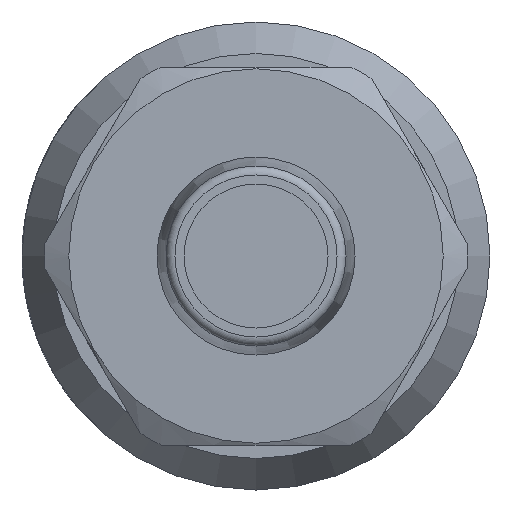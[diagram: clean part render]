
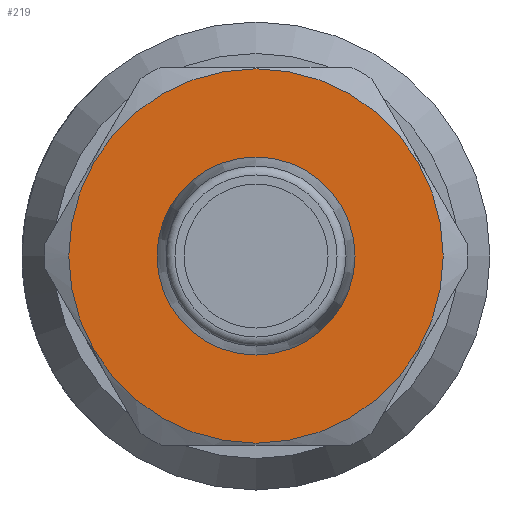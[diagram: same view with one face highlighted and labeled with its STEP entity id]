
A CAD part, left-side view. The second image highlights one B-rep face of the part: STEP entity #219.
In plain terms, the highlighted planar face has unit normal (-1, 0, 0).
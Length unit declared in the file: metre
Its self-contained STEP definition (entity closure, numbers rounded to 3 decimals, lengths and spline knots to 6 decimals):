
#219 = ADVANCED_FACE( 'NONE', ( #531, #532 ), #533, .T. );
#531 = FACE_OUTER_BOUND( '', #945, .T. );
#532 = FACE_BOUND( '', #946, .T. );
#533 = PLANE( '', #947 );
#945 = EDGE_LOOP( '', ( #1530 ) );
#946 = EDGE_LOOP( '', ( #1531 ) );
#947 = AXIS2_PLACEMENT_3D( '', #1532, #1533, #1534 );
#1530 = ORIENTED_EDGE( '', *, *, #2424, .T. );
#1531 = ORIENTED_EDGE( '', *, *, #2367, .F. );
#1532 = CARTESIAN_POINT( '', ( -0.055, -0.0055, 0. ) );
#1533 = DIRECTION( '', ( -1., 0., 0. ) );
#1534 = DIRECTION( '', ( 0., 0., 1. ) );
#2367 = EDGE_CURVE( 'NONE', #2845, #2845, #2846, .T. );
#2424 = EDGE_CURVE( 'NONE', #2940, #2940, #2941, .T. );
#2845 = VERTEX_POINT( '', #3697 );
#2846 = CIRCLE( '', #3698, 0.0055 );
#2940 = VERTEX_POINT( '', #3943 );
#2941 = CIRCLE( '', #3944, 0.0104 );
#3697 = CARTESIAN_POINT( '', ( -0.055, 0., -0.0055 ) );
#3698 = AXIS2_PLACEMENT_3D( '', #4842, #4843, #4844 );
#3943 = CARTESIAN_POINT( '', ( -0.055, 0., -0.0104 ) );
#3944 = AXIS2_PLACEMENT_3D( '', #4913, #4914, #4915 );
#4842 = CARTESIAN_POINT( '', ( -0.055, 0., 0. ) );
#4843 = DIRECTION( '', ( -1., 0., 0. ) );
#4844 = DIRECTION( '', ( 0., 0., -1. ) );
#4913 = CARTESIAN_POINT( '', ( -0.055, 0., 0. ) );
#4914 = DIRECTION( '', ( -1., 0., 0. ) );
#4915 = DIRECTION( '', ( 0., 0., -1. ) );
